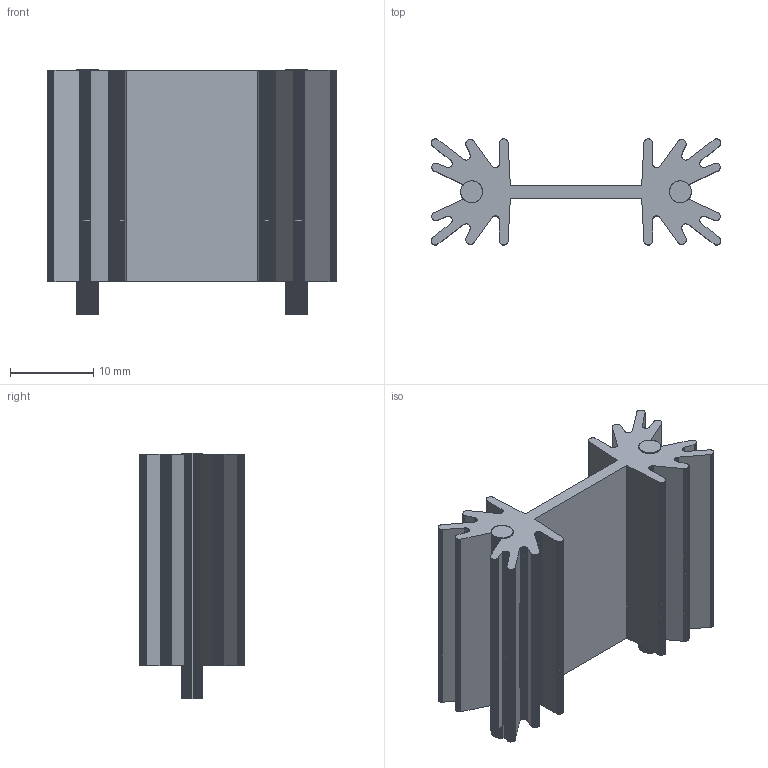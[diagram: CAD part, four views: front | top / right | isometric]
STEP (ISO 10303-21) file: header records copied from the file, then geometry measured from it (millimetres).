
FILE_DESCRIPTION(('FreeCAD Model'),'2;1');
FILE_NAME('Fusion001.step', '2020-03-08T21:09:48',('kicad StepUp'),('ksu MCAD'), 'Open CASCADE STEP processor 7.3','FreeCAD','Unknown');
FILE_SCHEMA(('CONFIG_CONTROL_DESIGN','SHAPE_APPEARANCE_LAYER_MIM'));
Length unit declared in the file: millimetre
Products named in the file (1): Fusion001
Bounding box: 34.74 x 12.71 x 29.5 mm (x, y, z)
Surface area: 5437.7 mm2 (no closed solid volume)
Topology: 0 solids, 3 shells, 2728 faces, 5178 edges, 2456 vertices
Faces by surface type: plane 2728
Entity records: 63072 total; most frequent: DIRECTION 10636, CARTESIAN_POINT 10363, ORIENTED_EDGE 10356, EDGE_CURVE 5178, LINE 5178, VECTOR 5178, AXIS2_PLACEMENT_3D 2729, ADVANCED_FACE 2728
